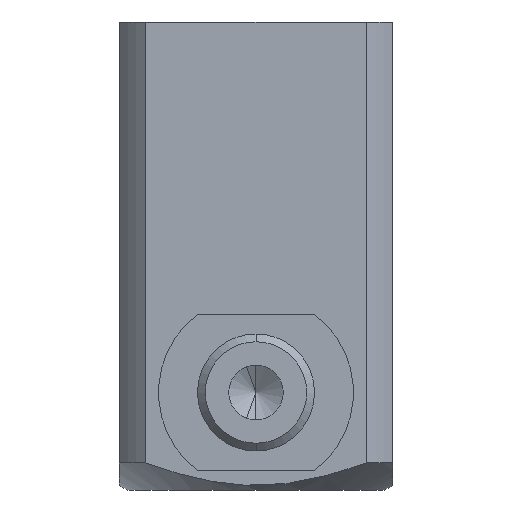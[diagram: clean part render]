
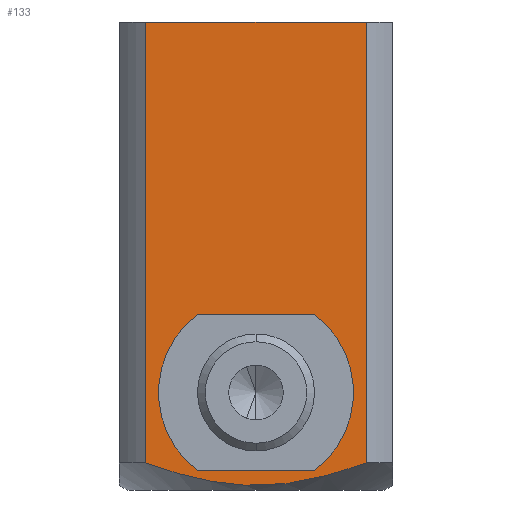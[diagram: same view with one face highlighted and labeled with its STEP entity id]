
A CAD part, front view. The second image highlights one B-rep face of the part: STEP entity #133.
In plain terms, the highlighted planar face has unit normal (0, -1, 0).
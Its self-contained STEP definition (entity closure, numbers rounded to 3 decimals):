
#17 = CARTESIAN_POINT ( 'NONE',  ( 0., -3.5, 4.25 ) ) ;
#48 = VERTEX_POINT ( 'NONE', #17 ) ;
#72 = VERTEX_POINT ( 'NONE', #463 ) ;
#88 = VERTEX_POINT ( 'NONE', #401 ) ;
#89 = VERTEX_POINT ( 'NONE', #399 ) ;
#95 = VERTEX_POINT ( 'NONE', #381 ) ;
#102 = VERTEX_POINT ( 'NONE', #367 ) ;
#133 = ADVANCED_FACE ( 'NONE', ( #1619, #1626 ), #384, .F. ) ;
#285 = EDGE_LOOP ( 'NONE', ( #1551, #1552, #1553, #1554 ) ) ;
#292 = EDGE_LOOP ( 'NONE', ( #1549, #1550 ) ) ;
#367 = CARTESIAN_POINT ( 'NONE',  ( 2.828, -3.5, 0.693 ) ) ;
#371 = DIRECTION ( 'NONE',  ( 0., 0., 1. ) ) ;
#373 = DIRECTION ( 'NONE',  ( 0., 1., 0. ) ) ;
#379 = CARTESIAN_POINT ( 'NONE',  ( -3.5, -3.5, 12. ) ) ;
#381 = CARTESIAN_POINT ( 'NONE',  ( -2.828, -3.5, 0.693 ) ) ;
#384 = PLANE ( 'NONE',  #918 ) ;
#399 = CARTESIAN_POINT ( 'NONE',  ( -2.828, -3.5, 12. ) ) ;
#401 = CARTESIAN_POINT ( 'NONE',  ( 2.828, -3.5, 12. ) ) ;
#463 = CARTESIAN_POINT ( 'NONE',  ( 0., -3.5, 0.75 ) ) ;
#494 = B_SPLINE_CURVE_WITH_KNOTS ( 'NONE', 3,
 ( #1255, #1258, #1259, #1260, #1261, #1262, #1263, #1264, #1265, #1266 ),
 .UNSPECIFIED., .F., .F.,
 ( 4, 2, 2, 2, 4 ),
 ( 0.004, 0.005, 0.007, 0.008, 0.009 ),
 .UNSPECIFIED. ) ;
#581 = CIRCLE ( 'NONE', #974, 1.75 ) ;
#603 = LINE ( 'NONE', #1251, #604 ) ;
#604 = VECTOR ( 'NONE', #1252, 1000. ) ;
#605 = LINE ( 'NONE', #1274, #611 ) ;
#611 = VECTOR ( 'NONE', #1275, 1000. ) ;
#613 = LINE ( 'NONE', #1269, #614 ) ;
#614 = VECTOR ( 'NONE', #1270, 1000. ) ;
#616 = CIRCLE ( 'NONE', #980, 1.75 ) ;
#851 = EDGE_CURVE ( 'NONE', #48, #72, #581, .T. ) ;
#869 = EDGE_CURVE ( 'NONE', #88, #102, #603, .T. ) ;
#872 = EDGE_CURVE ( 'NONE', #95, #102, #494, .T. ) ;
#874 = EDGE_CURVE ( 'NONE', #89, #88, #613, .T. ) ;
#875 = EDGE_CURVE ( 'NONE', #72, #48, #616, .T. ) ;
#876 = EDGE_CURVE ( 'NONE', #95, #89, #605, .T. ) ;
#918 = AXIS2_PLACEMENT_3D ( 'NONE', #379, #373, #371 ) ;
#974 = AXIS2_PLACEMENT_3D ( 'NONE', #1183, #1195, #1196 ) ;
#980 = AXIS2_PLACEMENT_3D ( 'NONE', #1257, #1272, #1273 ) ;
#1183 = CARTESIAN_POINT ( 'NONE',  ( 0., -3.5, 2.5 ) ) ;
#1195 = DIRECTION ( 'NONE',  ( 0., -1., 0. ) ) ;
#1196 = DIRECTION ( 'NONE',  ( 0., 0., -1. ) ) ;
#1251 = CARTESIAN_POINT ( 'NONE',  ( 2.828, -3.5, 0. ) ) ;
#1252 = DIRECTION ( 'NONE',  ( 0., 0., -1. ) ) ;
#1255 = CARTESIAN_POINT ( 'NONE',  ( -2.828, -3.5, 0.693 ) ) ;
#1257 = CARTESIAN_POINT ( 'NONE',  ( 0., -3.5, 2.5 ) ) ;
#1258 = CARTESIAN_POINT ( 'NONE',  ( -2.373, -3.5, 0.528 ) ) ;
#1259 = CARTESIAN_POINT ( 'NONE',  ( -1.907, -3.5, 0.382 ) ) ;
#1260 = CARTESIAN_POINT ( 'NONE',  ( -0.964, -3.5, 0.176 ) ) ;
#1261 = CARTESIAN_POINT ( 'NONE',  ( -0.486, -3.5, 0.115 ) ) ;
#1262 = CARTESIAN_POINT ( 'NONE',  ( 0.49, -3.5, 0.116 ) ) ;
#1263 = CARTESIAN_POINT ( 'NONE',  ( 0.97, -3.5, 0.177 ) ) ;
#1264 = CARTESIAN_POINT ( 'NONE',  ( 1.909, -3.5, 0.383 ) ) ;
#1265 = CARTESIAN_POINT ( 'NONE',  ( 2.373, -3.5, 0.528 ) ) ;
#1266 = CARTESIAN_POINT ( 'NONE',  ( 2.828, -3.5, 0.693 ) ) ;
#1269 = CARTESIAN_POINT ( 'NONE',  ( -3.5, -3.5, 12. ) ) ;
#1270 = DIRECTION ( 'NONE',  ( 1., 0., 0. ) ) ;
#1272 = DIRECTION ( 'NONE',  ( 0., -1., 0. ) ) ;
#1273 = DIRECTION ( 'NONE',  ( 0., 0., -1. ) ) ;
#1274 = CARTESIAN_POINT ( 'NONE',  ( -2.828, -3.5, 0. ) ) ;
#1275 = DIRECTION ( 'NONE',  ( 0., 0., 1. ) ) ;
#1549 = ORIENTED_EDGE ( 'NONE', *, *, #875, .F. ) ;
#1550 = ORIENTED_EDGE ( 'NONE', *, *, #851, .F. ) ;
#1551 = ORIENTED_EDGE ( 'NONE', *, *, #876, .F. ) ;
#1552 = ORIENTED_EDGE ( 'NONE', *, *, #872, .T. ) ;
#1553 = ORIENTED_EDGE ( 'NONE', *, *, #869, .F. ) ;
#1554 = ORIENTED_EDGE ( 'NONE', *, *, #874, .F. ) ;
#1619 = FACE_BOUND ( 'NONE', #292, .T. ) ;
#1626 = FACE_OUTER_BOUND ( 'NONE', #285, .T. ) ;
